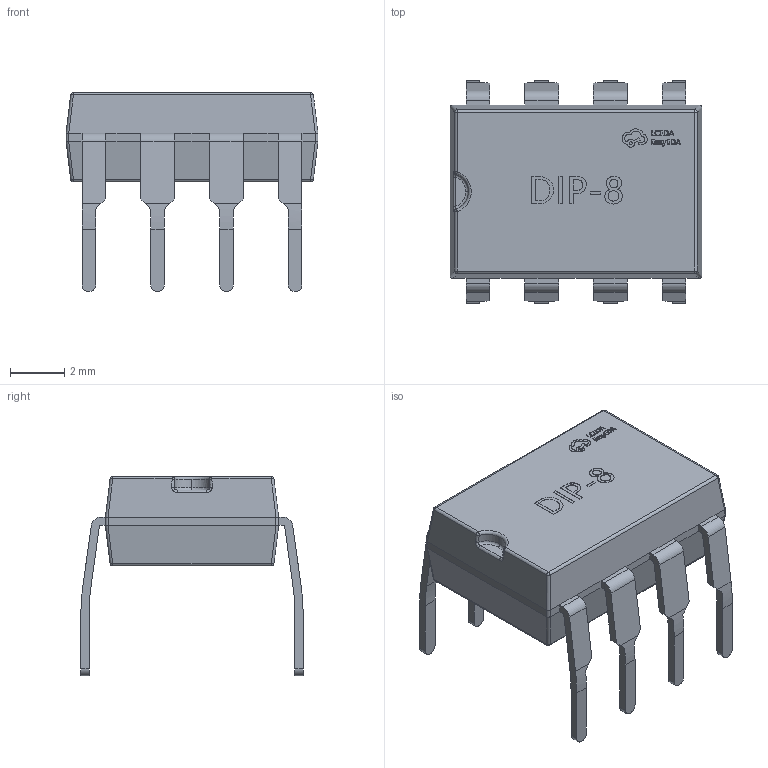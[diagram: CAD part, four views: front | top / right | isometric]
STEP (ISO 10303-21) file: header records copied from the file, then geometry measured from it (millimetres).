
FILE_DESCRIPTION (( 'STEP AP214' ), '1' );
FILE_NAME ('PDIP-8_L9.3-W6.4-P2.54-LS7.9-BL-1.step', '2022-06-21T14:24:46', ( '' ), ( '' ), 'SwSTEP 2.0', 'SolidWorks 2020', '' );
FILE_SCHEMA (( 'AUTOMOTIVE_DESIGN' ));
Length unit declared in the file: millimetre
Products named in the file (1): PDIP-8_L9.3-W6.4-P2.54-LS7.9-BL-1
Bounding box: 9.3 x 8.2 x 7.36 mm (x, y, z)
Volume: 198.4 mm3; surface area: 308.2 mm2
Topology: 1 solids, 1 shells, 562 faces, 1460 edges, 935 vertices
Faces by surface type: plane 337, bspline 140, cylinder 72, sphere 10, torus 3
Entity records: 25906 total; most frequent: CARTESIAN_POINT 6986, ORIENTED_EDGE 2920, DIRECTION 2112, EDGE_CURVE 1460, LINE 990, VECTOR 990, VERTEX_POINT 935, EDGE_LOOP 597
